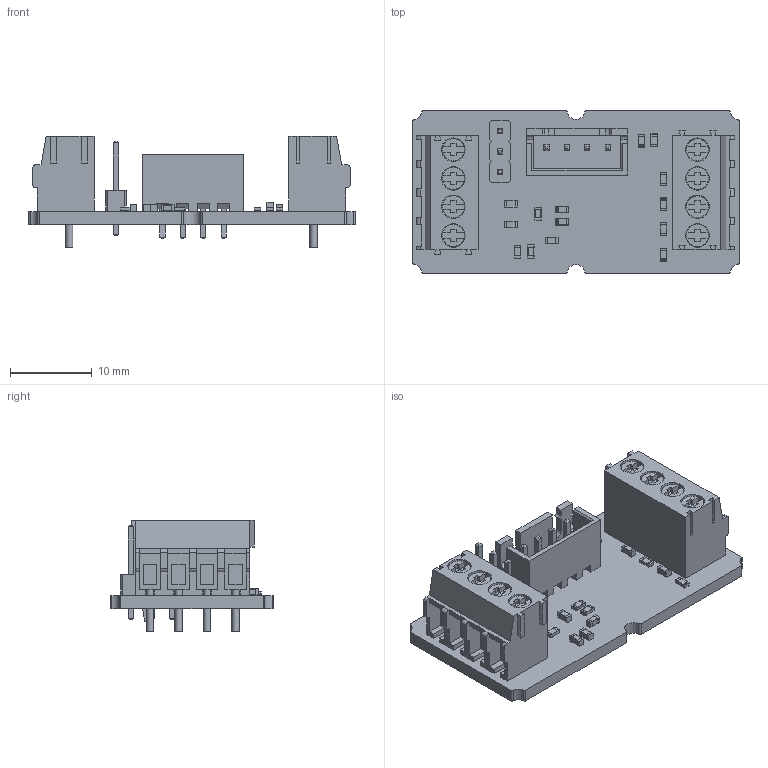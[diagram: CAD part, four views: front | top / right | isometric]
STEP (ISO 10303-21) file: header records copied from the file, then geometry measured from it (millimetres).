
FILE_DESCRIPTION(('KiCad electronic assembly'),'2;1');
FILE_NAME('NAU7802.step','2024-05-16T15:44:06',('Pcbnew'),('Kicad'), 'Open CASCADE STEP processor 7.7','KiCad to STEP converter','Unknown' );
FILE_SCHEMA(('AUTOMOTIVE_DESIGN { 1 0 10303 214 1 1 1 1 }'));
Length unit declared in the file: millimetre
Products named in the file (14): NAU7802 1; TerminalBlock_Phoenix_PT-1,5-4-3.5-H_1x04_P3.50mm_Horizontal; TerminalBlock_Phoenix_PT_15_4_35_H_1x04_P350mm_Horizontal; C_0603_1608Metric; R_0603_1608Metric; LED_0603_1608Metric; PinHeader_1x03_P2.54mm_Vertical; PinHeader_1x03_P254mm_Vertical; JST_XH_B4B-XH-A_1x04_P2.50mm_Vertical; JST_B4B_XH_A; _autosave-B-NAU7802-BRK-01MBR-R01_PCB
Assembly tree (25 placements, depth 3):
  NAU7802 1
    TerminalBlock_Phoenix_PT-1,5-4-3.5-H_1x04_P3.50mm_Horizontal  x2
      TerminalBlock_Phoenix_PT_15_4_35_H_1x04_P350mm_Horizontal
    C_0603_1608Metric  x6
      C_0603_1608Metric
    R_0603_1608Metric  x7
      R_0603_1608Metric
    LED_0603_1608Metric
      LED_0603_1608Metric
    PinHeader_1x03_P2.54mm_Vertical
      PinHeader_1x03_P254mm_Vertical
    JST_XH_B4B-XH-A_1x04_P2.50mm_Vertical
      JST_B4B_XH_A
    _autosave-B-NAU7802-BRK-01MBR-R01_PCB
Bounding box: 40 x 20 x 13.7 mm (x, y, z)
Volume: 2922.4 mm3; surface area: 5317 mm2
Topology: 19 solids, 19 shells, 1098 faces, 2893 edges, 1884 vertices
Faces by surface type: plane 865, cylinder 233
Full cylindrical faces by diameter (mm): 0.9 x8, 0.95 x4, 1 x3, 1.2 x8, 2.7 x8, 2.9 x8
Entity records: 21884 total; most frequent: CARTESIAN_POINT 3131, ORIENTED_EDGE 3062, DIRECTION 2985, EDGE_CURVE 1531, LINE 1293, VECTOR 1293, VERTEX_POINT 992, AXIS2_PLACEMENT_3D 846
